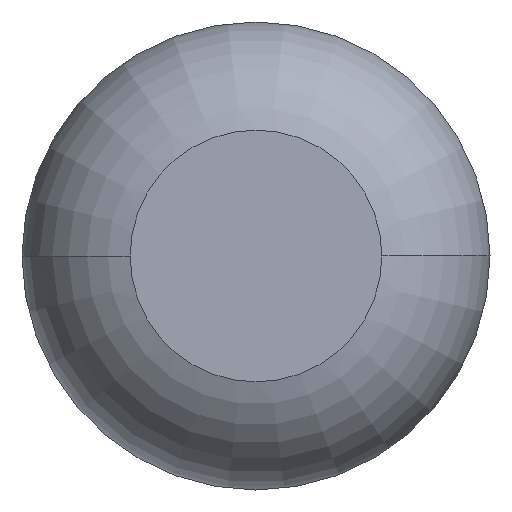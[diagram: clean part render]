
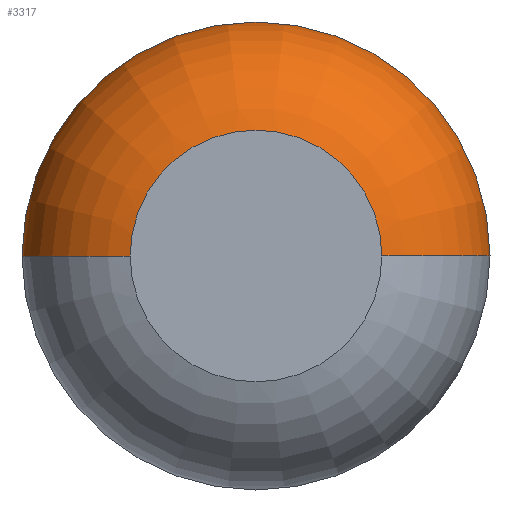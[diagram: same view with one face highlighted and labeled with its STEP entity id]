
A CAD part, front view. The second image highlights one B-rep face of the part: STEP entity #3317.
In plain terms, the highlighted toroidal (fillet/blend) face has major radius 0.61 mm and minor radius 0.97 mm.
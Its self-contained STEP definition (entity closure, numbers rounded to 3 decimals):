
#78 = CIRCLE ( 'NONE', #1047, 0.97 ) ;
#96 = DIRECTION ( 'NONE',  ( 0., 0., 1. ) ) ;
#273 = DIRECTION ( 'NONE',  ( -1., 0., 0. ) ) ;
#330 = DIRECTION ( 'NONE',  ( 0., 1., 0. ) ) ;
#531 = DIRECTION ( 'NONE',  ( -1., 0., 0. ) ) ;
#645 = CARTESIAN_POINT ( 'NONE',  ( 0., -27.16, 0. ) ) ;
#768 = ORIENTED_EDGE ( 'NONE', *, *, #2938, .T. ) ;
#840 = VERTEX_POINT ( 'NONE', #3185 ) ;
#960 = DIRECTION ( 'NONE',  ( 0., 0., -1. ) ) ;
#986 = CARTESIAN_POINT ( 'NONE',  ( -0.61, -26.22, 0. ) ) ;
#1047 = AXIS2_PLACEMENT_3D ( 'NONE', #986, #960, #273 ) ;
#1101 = CIRCLE ( 'NONE', #3032, 0.85 ) ;
#1134 = EDGE_LOOP ( 'NONE', ( #768, #4222, #3011, #4346 ) ) ;
#1168 = VERTEX_POINT ( 'NONE', #2226 ) ;
#1585 = DIRECTION ( 'NONE',  ( 0., 1., 0. ) ) ;
#1586 = EDGE_CURVE ( 'NONE', #2238, #4105, #1733, .T. ) ;
#1733 = CIRCLE ( 'NONE', #3280, 0.97 ) ;
#2105 = CARTESIAN_POINT ( 'NONE',  ( 1.58, -26.22, 0. ) ) ;
#2209 = FACE_OUTER_BOUND ( 'NONE', #1134, .T. ) ;
#2226 = CARTESIAN_POINT ( 'NONE',  ( -0.85, -27.16, 0. ) ) ;
#2238 = VERTEX_POINT ( 'NONE', #3358 ) ;
#2319 = AXIS2_PLACEMENT_3D ( 'NONE', #4195, #2527, #531 ) ;
#2398 = DIRECTION ( 'NONE',  ( -1., 0., 0. ) ) ;
#2527 = DIRECTION ( 'NONE',  ( 0., 1., 0. ) ) ;
#2534 = EDGE_CURVE ( 'Defeature ausgef�hrt2_0+Defeature ausgef�hrt2_2+Defeature ausgef�hrt2_2+Defeature ausgef�hrt2_2', #840, #4105, #3295, .T. ) ;
#2782 = EDGE_CURVE ( 'NONE', #1168, #840, #78, .T. ) ;
#2938 = EDGE_CURVE ( 'Defeature ausgef�hrt2_2+Defeature ausgef�hrt2_1+Defeature ausgef�hrt2_1+Defeature ausgef�hrt2_1', #1168, #2238, #1101, .T. ) ;
#3011 = ORIENTED_EDGE ( 'NONE', *, *, #2534, .F. ) ;
#3032 = AXIS2_PLACEMENT_3D ( 'NONE', #645, #1585, #3930 ) ;
#3047 = CARTESIAN_POINT ( 'NONE',  ( 0., -26.22, 0. ) ) ;
#3082 = DIRECTION ( 'NONE',  ( 1., 0., 0. ) ) ;
#3108 = CARTESIAN_POINT ( 'NONE',  ( 0.61, -26.22, 0. ) ) ;
#3140 = AXIS2_PLACEMENT_3D ( 'NONE', #3047, #330, #2398 ) ;
#3185 = CARTESIAN_POINT ( 'NONE',  ( -1.58, -26.22, 0. ) ) ;
#3280 = AXIS2_PLACEMENT_3D ( 'NONE', #3108, #96, #3082 ) ;
#3295 = CIRCLE ( 'NONE', #3140, 1.58 ) ;
#3317 = ADVANCED_FACE ( 'Defeature ausgef�hrt2_2', ( #2209 ), #4349, .T. ) ;
#3358 = CARTESIAN_POINT ( 'NONE',  ( 0.85, -27.16, 0. ) ) ;
#3930 = DIRECTION ( 'NONE',  ( -1., 0., 0. ) ) ;
#4105 = VERTEX_POINT ( 'NONE', #2105 ) ;
#4195 = CARTESIAN_POINT ( 'NONE',  ( 0., -26.22, 0. ) ) ;
#4222 = ORIENTED_EDGE ( 'NONE', *, *, #1586, .T. ) ;
#4346 = ORIENTED_EDGE ( 'NONE', *, *, #2782, .F. ) ;
#4349 = TOROIDAL_SURFACE ( 'NONE', #2319, 0.61, 0.97 ) ;
